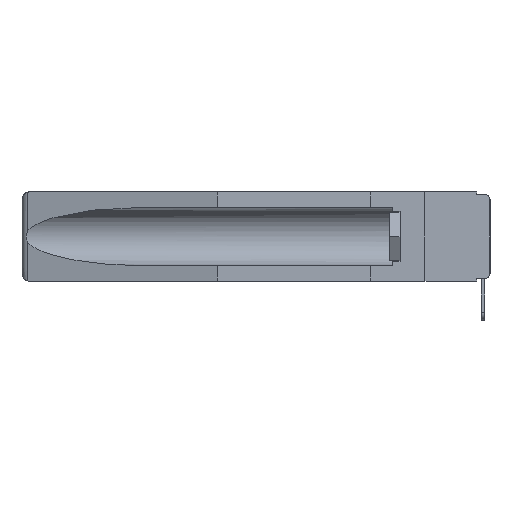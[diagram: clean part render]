
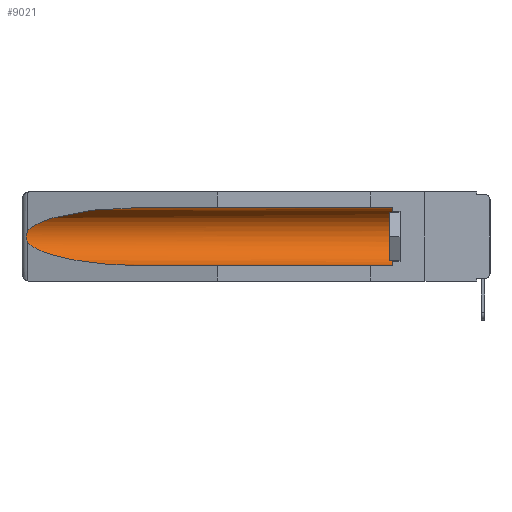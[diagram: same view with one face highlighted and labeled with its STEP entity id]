
A CAD part, left-side view. The second image highlights one B-rep face of the part: STEP entity #9021.
In plain terms, the highlighted cylindrical face has radius 2.857 mm (diameter 5.715 mm), a partial arc.
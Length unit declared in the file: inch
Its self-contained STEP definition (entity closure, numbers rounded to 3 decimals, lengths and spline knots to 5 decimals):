
#133 = EDGE_CURVE ( 'NONE', #5957, #3341, #15693, .T. ) ;
#317 = CARTESIAN_POINT ( 'NONE',  ( 0.26537, 1.52718, -0.14972 ) ) ;
#337 = ORIENTED_EDGE ( 'NONE', *, *, #14817, .T. ) ;
#810 = CARTESIAN_POINT ( 'NONE',  ( 0.21114, 1.30732, -0.284 ) ) ;
#1424 = DIRECTION ( 'NONE',  ( 0., 1., 0. ) ) ;
#1455 = CARTESIAN_POINT ( 'NONE',  ( 0.155, 0.126, -0.059 ) ) ;
#1557 = CARTESIAN_POINT ( 'NONE',  ( 0.155, 0.126, -0.284 ) ) ;
#1822 = CARTESIAN_POINT ( 'NONE',  ( 0.26537, 1.52718, -0.14972 ) ) ;
#2423 =( BOUNDED_CURVE ( )  B_SPLINE_CURVE ( 3, ( #4439, #6924, #810, #14297 ),
 .UNSPECIFIED., .F., .F. ) 
 B_SPLINE_CURVE_WITH_KNOTS ( ( 4, 4 ),
 ( 0.1948, 1.5708 ),
 .UNSPECIFIED. ) 
 CURVE ( )  GEOMETRIC_REPRESENTATION_ITEM ( )  RATIONAL_B_SPLINE_CURVE ( ( 1., 0.848, 0.848, 1. ) ) 
 REPRESENTATION_ITEM ( '' )  );
#2965 = CYLINDRICAL_SURFACE ( 'NONE', #10890, 0.1125 ) ;
#3013 = CARTESIAN_POINT ( 'NONE',  ( 0.155, -0.30754, -0.284 ) ) ;
#3221 = DIRECTION ( 'NONE',  ( 0., 0., 1. ) ) ;
#3341 = VERTEX_POINT ( 'NONE', #4758 ) ;
#3382 = VERTEX_POINT ( 'NONE', #14763 ) ;
#3428 = DIRECTION ( 'NONE',  ( 0., 0., 1. ) ) ;
#4011 = VECTOR ( 'NONE', #1424, 39.37008 ) ;
#4051 = CARTESIAN_POINT ( 'NONE',  ( 0.2675, 1.53308, -0.17534 ) ) ;
#4439 = CARTESIAN_POINT ( 'NONE',  ( 0.26537, 1.52718, -0.19328 ) ) ;
#4613 = CARTESIAN_POINT ( 'NONE',  ( 0.155, 1.07973, -0.284 ) ) ;
#4758 = CARTESIAN_POINT ( 'NONE',  ( 0.26537, 1.52718, -0.19328 ) ) ;
#5001 =( BOUNDED_CURVE ( )  B_SPLINE_CURVE ( 3, ( #6489, #10238, #7631, #317 ),
 .UNSPECIFIED., .F., .T. ) 
 B_SPLINE_CURVE_WITH_KNOTS ( ( 4, 4 ),
 ( 4.71239, 6.08839 ),
 .UNSPECIFIED. ) 
 CURVE ( )  GEOMETRIC_REPRESENTATION_ITEM ( )  RATIONAL_B_SPLINE_CURVE ( ( 1., 0.848, 0.848, 1. ) ) 
 REPRESENTATION_ITEM ( '' )  );
#5188 = CARTESIAN_POINT ( 'NONE',  ( 0.26537, 1.52718, -0.14972 ) ) ;
#5393 = CARTESIAN_POINT ( 'NONE',  ( 0.2673, 1.5327, -0.16383 ) ) ;
#5593 = ORIENTED_EDGE ( 'NONE', *, *, #7594, .T. ) ;
#5957 = VERTEX_POINT ( 'NONE', #1822 ) ;
#6111 = VERTEX_POINT ( 'NONE', #4613 ) ;
#6489 = CARTESIAN_POINT ( 'NONE',  ( 0.155, 1.07973, -0.059 ) ) ;
#6527 = CARTESIAN_POINT ( 'NONE',  ( 0.26597, 1.52961, -0.15275 ) ) ;
#6634 = CARTESIAN_POINT ( 'NONE',  ( 0.2673, 1.53269, -0.17917 ) ) ;
#6713 = CARTESIAN_POINT ( 'NONE',  ( 0.155, 0.126, -0.1715 ) ) ;
#6815 = FACE_OUTER_BOUND ( 'NONE', #9148, .T. ) ;
#6891 = ORIENTED_EDGE ( 'NONE', *, *, #8890, .T. ) ;
#6924 = CARTESIAN_POINT ( 'NONE',  ( 0.25451, 1.48313, -0.24835 ) ) ;
#7156 = EDGE_CURVE ( 'NONE', #3341, #6111, #2423, .T. ) ;
#7594 = EDGE_CURVE ( 'NONE', #3382, #5957, #5001, .T. ) ;
#7631 = CARTESIAN_POINT ( 'NONE',  ( 0.25451, 1.48313, -0.09465 ) ) ;
#8313 = VERTEX_POINT ( 'NONE', #1557 ) ;
#8634 = VECTOR ( 'NONE', #15377, 39.37008 ) ;
#8791 = CARTESIAN_POINT ( 'NONE',  ( 0.155, -0.30754, -0.059 ) ) ;
#8872 = CARTESIAN_POINT ( 'NONE',  ( 0.2675, 1.53308, -0.16763 ) ) ;
#8890 = EDGE_CURVE ( 'NONE', #8313, #13580, #9894, .T. ) ;
#9021 = ADVANCED_FACE ( 'NONE', ( #6815 ), #2965, .F. ) ;
#9148 = EDGE_LOOP ( 'NONE', ( #5593, #12242, #14249, #9379, #6891, #337 ) ) ;
#9379 = ORIENTED_EDGE ( 'NONE', *, *, #14362, .F. ) ;
#9446 = AXIS2_PLACEMENT_3D ( 'NONE', #6713, #10571, #3221 ) ;
#9549 = DIRECTION ( 'NONE',  ( 0., 1., 0. ) ) ;
#9894 = CIRCLE ( 'NONE', #9446, 0.1125 ) ;
#10238 = CARTESIAN_POINT ( 'NONE',  ( 0.21114, 1.30732, -0.059 ) ) ;
#10571 = DIRECTION ( 'NONE',  ( 0., -1., 0. ) ) ;
#10724 = CARTESIAN_POINT ( 'NONE',  ( 0.155, -0.30754, -0.1715 ) ) ;
#10890 = AXIS2_PLACEMENT_3D ( 'NONE', #10724, #9549, #3428 ) ;
#11358 = CARTESIAN_POINT ( 'NONE',  ( 0.26537, 1.52718, -0.19328 ) ) ;
#11506 = LINE ( 'NONE', #8791, #4011 ) ;
#12242 = ORIENTED_EDGE ( 'NONE', *, *, #133, .T. ) ;
#12622 = CARTESIAN_POINT ( 'NONE',  ( 0.26597, 1.5296, -0.19026 ) ) ;
#12675 = CARTESIAN_POINT ( 'NONE',  ( 0.26655, 1.53094, -0.18657 ) ) ;
#12728 = CARTESIAN_POINT ( 'NONE',  ( 0.26654, 1.53092, -0.15636 ) ) ;
#13580 = VERTEX_POINT ( 'NONE', #1455 ) ;
#14249 = ORIENTED_EDGE ( 'NONE', *, *, #7156, .T. ) ;
#14297 = CARTESIAN_POINT ( 'NONE',  ( 0.155, 1.07973, -0.284 ) ) ;
#14362 = EDGE_CURVE ( 'NONE', #8313, #6111, #14753, .T. ) ;
#14753 = LINE ( 'NONE', #3013, #8634 ) ;
#14763 = CARTESIAN_POINT ( 'NONE',  ( 0.155, 1.07973, -0.059 ) ) ;
#14817 = EDGE_CURVE ( 'NONE', #13580, #3382, #11506, .T. ) ;
#15377 = DIRECTION ( 'NONE',  ( 0., 1., 0. ) ) ;
#15693 = B_SPLINE_CURVE_WITH_KNOTS ( 'NONE', 3,
 ( #5188, #6527, #12728, #5393, #8872, #4051, #6634, #12675, #12622, #11358 ),
 .UNSPECIFIED., .F., .F.,
 ( 4, 2, 2, 2, 4 ),
 ( 0., 0.00029, 0.00058, 0.00087, 0.00117 ),
 .UNSPECIFIED. ) ;
